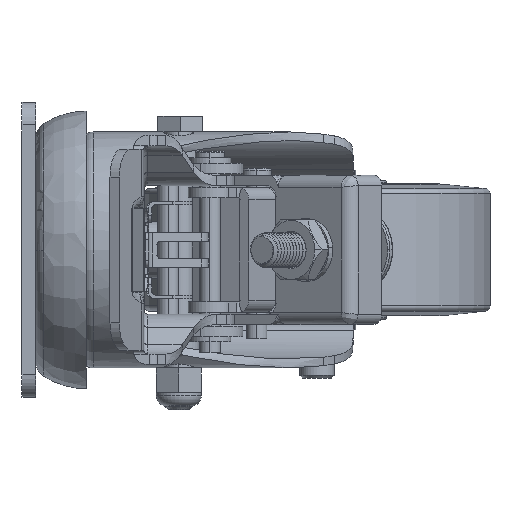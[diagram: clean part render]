
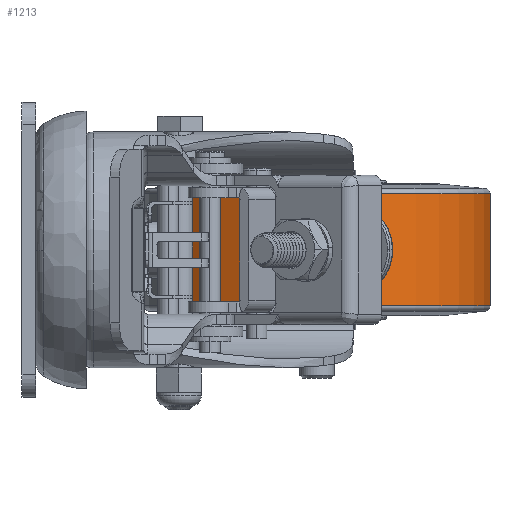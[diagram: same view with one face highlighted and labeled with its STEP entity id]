
A CAD part, left-side view. The second image highlights one B-rep face of the part: STEP entity #1213.
In plain terms, the highlighted cylindrical face has radius 50 mm (diameter 100 mm), a partial arc.
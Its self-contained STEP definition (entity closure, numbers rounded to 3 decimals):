
#332 = CARTESIAN_POINT ( 'NONE',  ( 17.173, -22.404, 16.147 ) ) ;
#526 = CARTESIAN_POINT ( 'NONE',  ( 17.173, -22.404, -26.529 ) ) ;
#668 = LINE ( 'NONE', #526, #36190 ) ;
#1213 = ADVANCED_FACE ( 'NONE', ( #18379 ), #48065, .T. ) ;
#1350 = VERTEX_POINT ( 'NONE', #332 ) ;
#4022 = CARTESIAN_POINT ( 'NONE',  ( 38., -67.86, 16.147 ) ) ;
#4136 = EDGE_LOOP ( 'NONE', ( #30906, #13274, #49678, #23049 ) ) ;
#9217 = DIRECTION ( 'NONE',  ( 0., 0., -1. ) ) ;
#11270 = AXIS2_PLACEMENT_3D ( 'NONE', #4022, #16093, #32417 ) ;
#11276 = CARTESIAN_POINT ( 'NONE',  ( 17.173, -22.404, -16.147 ) ) ;
#12628 = DIRECTION ( 'NONE',  ( 0., 0., -1. ) ) ;
#13274 = ORIENTED_EDGE ( 'NONE', *, *, #51694, .T. ) ;
#15250 = EDGE_CURVE ( 'NONE', #1350, #18720, #668, .T. ) ;
#16093 = DIRECTION ( 'NONE',  ( 0., 0., -1. ) ) ;
#16764 = DIRECTION ( 'NONE',  ( 0.417, -0.909, 0. ) ) ;
#18107 = VECTOR ( 'NONE', #12628, 1000. ) ;
#18379 = FACE_OUTER_BOUND ( 'NONE', #4136, .T. ) ;
#18709 = AXIS2_PLACEMENT_3D ( 'NONE', #33017, #9217, #45116 ) ;
#18720 = VERTEX_POINT ( 'NONE', #11276 ) ;
#20082 = VERTEX_POINT ( 'NONE', #29135 ) ;
#20340 = CARTESIAN_POINT ( 'NONE',  ( 38., -67.86, -16.147 ) ) ;
#20623 = VERTEX_POINT ( 'NONE', #49747 ) ;
#23049 = ORIENTED_EDGE ( 'NONE', *, *, #32625, .T. ) ;
#28295 = CIRCLE ( 'NONE', #11270, 50. ) ;
#28895 = DIRECTION ( 'NONE',  ( 0., 0., -1. ) ) ;
#29117 = CARTESIAN_POINT ( 'NONE',  ( 58.827, -113.316, -26.529 ) ) ;
#29135 = CARTESIAN_POINT ( 'NONE',  ( 58.827, -113.316, -16.147 ) ) ;
#30906 = ORIENTED_EDGE ( 'NONE', *, *, #48204, .F. ) ;
#32417 = DIRECTION ( 'NONE',  ( 0.417, -0.909, 0. ) ) ;
#32625 = EDGE_CURVE ( 'NONE', #18720, #20082, #43108, .T. ) ;
#33017 = CARTESIAN_POINT ( 'NONE',  ( 38., -67.86, -26.529 ) ) ;
#36190 = VECTOR ( 'NONE', #28895, 1000. ) ;
#36955 = DIRECTION ( 'NONE',  ( 0., 0., 1. ) ) ;
#37967 = AXIS2_PLACEMENT_3D ( 'NONE', #20340, #36955, #16764 ) ;
#40913 = LINE ( 'NONE', #29117, #18107 ) ;
#43108 = CIRCLE ( 'NONE', #37967, 50. ) ;
#45116 = DIRECTION ( 'NONE',  ( -0.417, 0.909, 0. ) ) ;
#48065 = CYLINDRICAL_SURFACE ( 'NONE', #18709, 50. ) ;
#48204 = EDGE_CURVE ( 'NONE', #20623, #20082, #40913, .T. ) ;
#49678 = ORIENTED_EDGE ( 'NONE', *, *, #15250, .T. ) ;
#49747 = CARTESIAN_POINT ( 'NONE',  ( 58.827, -113.316, 16.147 ) ) ;
#51694 = EDGE_CURVE ( 'NONE', #20623, #1350, #28295, .T. ) ;
